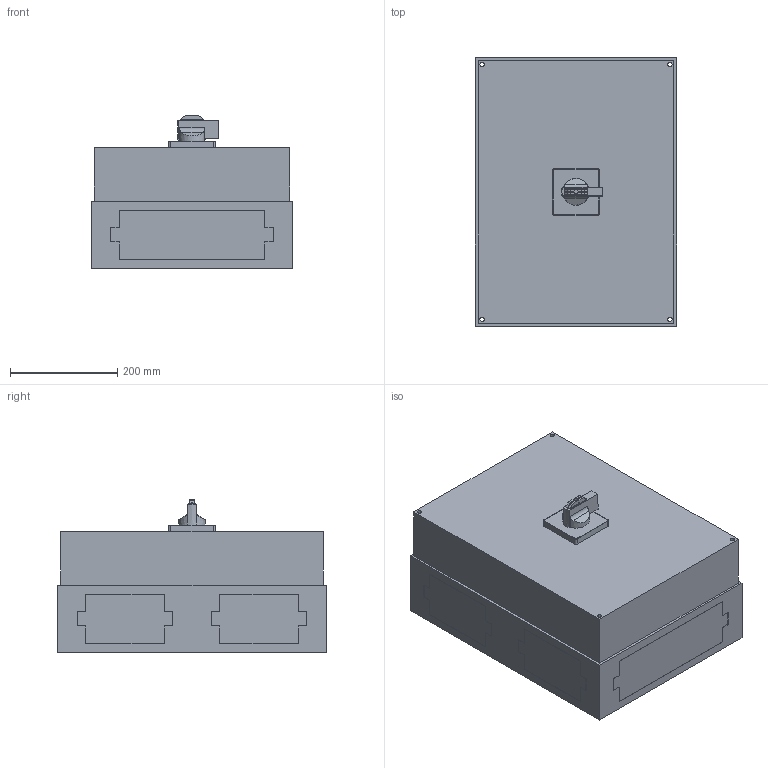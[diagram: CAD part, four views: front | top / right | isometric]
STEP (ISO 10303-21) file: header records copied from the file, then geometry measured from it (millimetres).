
FILE_DESCRIPTION(/* description */ ('STEP AP214'),/* implementation_level */ '2;1');
FILE_NAME(/* name */ 'eaton-t6-160-6-i45-svb-hi11-3d-model',/* time_stamp */ '2024-12-12T13:42:43+01:00',/* author */ ('License CC BY-ND 4.0'),/* organization */ ('CADENAS'),/* preprocessor_version */ 'ST-DEVELOPER v19.3',/* originating_system */ 'PARTsolutions',/* authorisation */ ' ');
FILE_SCHEMA (('AUTOMOTIVE_DESIGN {1 0 10303 214 3 1 1}'));
Length unit declared in the file: millimetre
Products named in the file (1): 201447
Bounding box: 375 x 500 x 284.2 mm (x, y, z)
Volume: 41378324.4 mm3; surface area: 802655.1 mm2
Topology: 1 solids, 1 shells, 172 faces, 469 edges, 312 vertices
Faces by surface type: plane 143, cylinder 21, cone 8
Full cylindrical faces by diameter (mm): 8 x4, 44.586 x1
Entity records: 5420 total; most frequent: CARTESIAN_POINT 997, ORIENTED_EDGE 928, DIRECTION 856, EDGE_CURVE 464, LINE 394, VECTOR 394, VERTEX_POINT 312, AXIS2_PLACEMENT_3D 231
